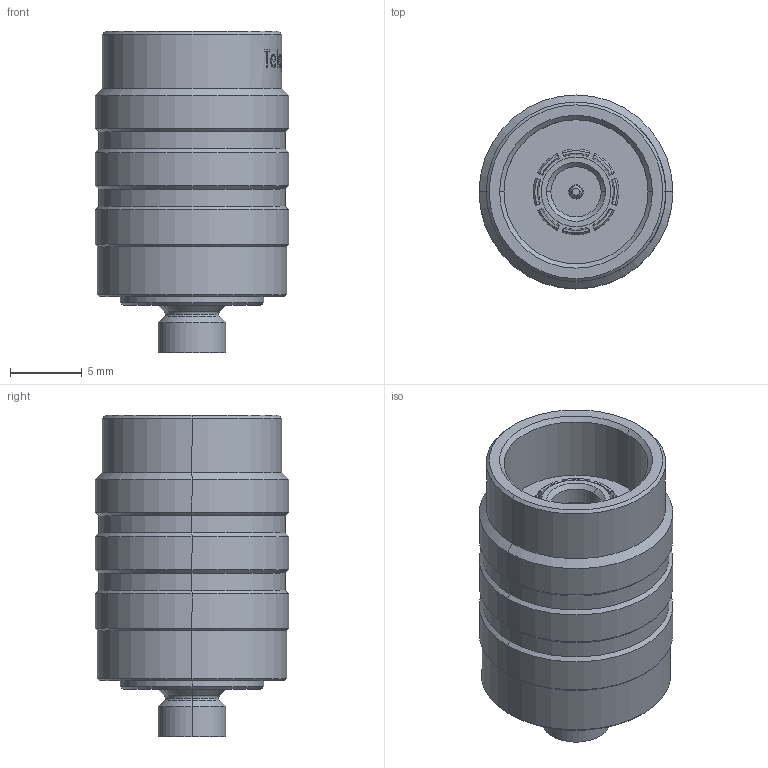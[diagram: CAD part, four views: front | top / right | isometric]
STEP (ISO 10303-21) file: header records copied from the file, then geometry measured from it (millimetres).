
FILE_DESCRIPTION (( 'STEP AP214' ), '1' );
FILE_NAME ('J01490A3001.STEP', '2020-11-30T14:09:22', ( '' ), ( '' ), 'SwSTEP 2.0', 'SolidWorks 2020', '' );
FILE_SCHEMA (( 'AUTOMOTIVE_DESIGN' ));
Length unit declared in the file: millimetre
Products named in the file (1): J01490A3001
Bounding box: 13.5 x 13.5 x 22.4 mm (x, y, z)
Volume: 2221.1 mm3; surface area: 1353 mm2
Topology: 1 solids, 1 shells, 292 faces, 735 edges, 474 vertices
Faces by surface type: plane 91, bspline 83, cylinder 58, cone 46, torus 12, sphere 2
Entity records: 17324 total; most frequent: CARTESIAN_POINT 7881, ORIENTED_EDGE 1466, DIRECTION 1002, EDGE_CURVE 733, VERTEX_POINT 474, AXIS2_PLACEMENT_3D 390, EDGE_LOOP 323, B_SPLINE_CURVE_WITH_KNOTS 307
